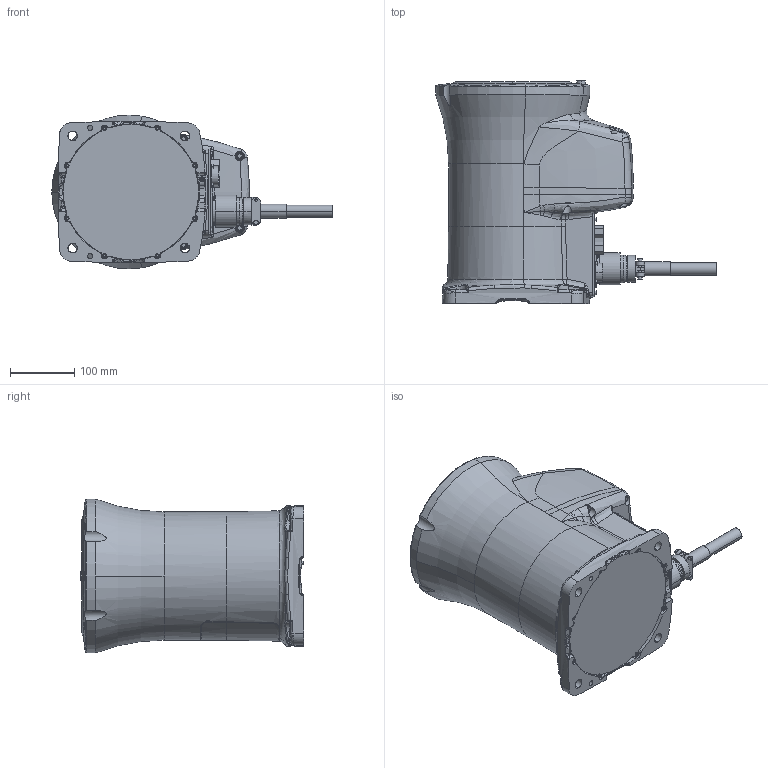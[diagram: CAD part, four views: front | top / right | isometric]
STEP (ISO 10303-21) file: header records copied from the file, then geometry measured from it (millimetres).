
FILE_DESCRIPTION(/* description */ ('AP214 STEP file'),/* implementation_level */ '1');
FILE_NAME(/* name */ '410590-0530-c001_drx',/* time_stamp */ '2008-07-02T19:59:20+09:00',/* author */ (''),/* organization */ (''),/* preprocessor_version */ '',/* originating_system */ 'Pro/Engineer',/* authorisation */ '');
FILE_SCHEMA (('AUTOMOTIVE_DESIGN'));
Length unit declared in the file: millimetre
Products named in the file (1): 410590-0530-c001
Bounding box: 437.3 x 348 x 239.99 mm (x, y, z)
Volume: 14481617.9 mm3; surface area: 459165.2 mm2
Topology: 1 solids, 1 shells, 1350 faces, 3244 edges, 1988 vertices
Faces by surface type: plane 407, cylinder 348, bspline 309, revolution 159, torus 85, sphere 24, cone 18
Entity records: 63034 total; most frequent: CARTESIAN_POINT 27613, ORIENTED_EDGE 6452, STYLED_ITEM 5908, DIRECTION 5440, EDGE_CURVE 3226, AXIS2_PLACEMENT_3D 2049, VERTEX_POINT 1988, EDGE_LOOP 1480
